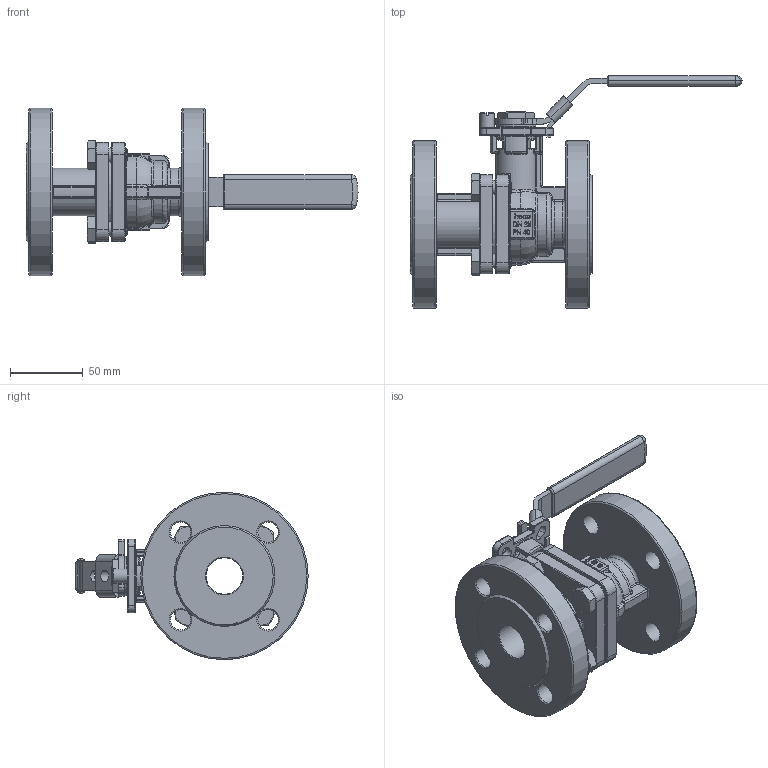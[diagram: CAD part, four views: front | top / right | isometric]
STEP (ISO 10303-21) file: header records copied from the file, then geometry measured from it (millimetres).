
FILE_DESCRIPTION (( 'STEP AP214' ), '1' );
FILE_NAME ('FK-100-000-4 Flanschkugelhahn 1712.STEP', '2019-07-24T08:36:12', ( '' ), ( '' ), 'SwSTEP 2.0', 'SolidWorks 2016', '' );
FILE_SCHEMA (( 'AUTOMOTIVE_DESIGN' ));
Length unit declared in the file: millimetre
Products named in the file (1): FK-100-000-4 Flanschkugelhahn 1712
Bounding box: 228 x 159.48 x 115 mm (x, y, z)
Volume: 513870.4 mm3; surface area: 111231.2 mm2
Topology: 1 solids, 2 shells, 1167 faces, 2928 edges, 1774 vertices
Faces by surface type: plane 385, cylinder 274, bspline 268, torus 141, cone 73, sphere 26
Full cylindrical faces by diameter (mm): 8 x2, 9.53 x8, 9.99 x1, 14 x8, 14.5 x1, 19 x2, 25 x1, 27 x1, 30 x1, 60.5 x1, 115 x2
Entity records: 52121 total; most frequent: CARTESIAN_POINT 22760, ORIENTED_EDGE 5606, DIRECTION 4771, EDGE_CURVE 2803, VERTEX_POINT 1746, AXIS2_PLACEMENT_3D 1742, EDGE_LOOP 1325, VECTOR 1287
